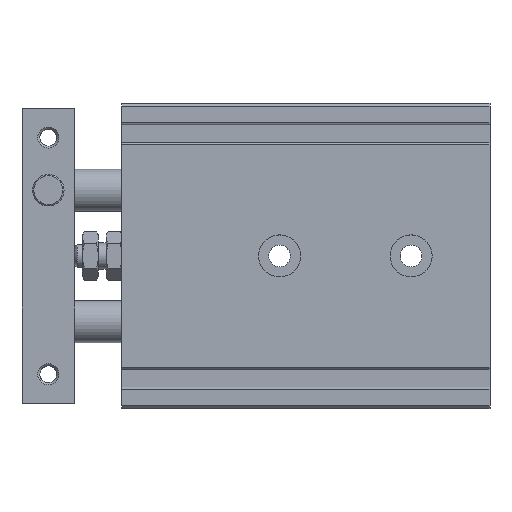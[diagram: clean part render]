
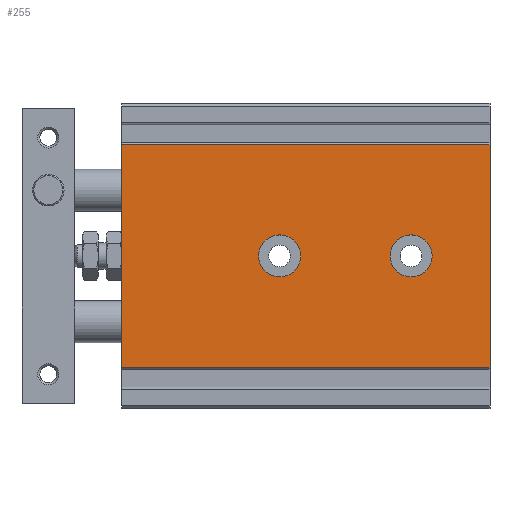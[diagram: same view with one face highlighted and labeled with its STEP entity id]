
A CAD part, top view. The second image highlights one B-rep face of the part: STEP entity #255.
In plain terms, the highlighted face is planar.
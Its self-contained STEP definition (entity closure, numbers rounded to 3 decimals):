
#255 = ADVANCED_FACE( '', ( #568, #569, #570 ), #571, .F. );
#568 = FACE_BOUND( '', #1049, .T. );
#569 = FACE_BOUND( '', #1050, .T. );
#570 = FACE_OUTER_BOUND( '', #1051, .T. );
#571 = PLANE( '', #1052 );
#1049 = EDGE_LOOP( '', ( #1909 ) );
#1050 = EDGE_LOOP( '', ( #1910 ) );
#1051 = EDGE_LOOP( '', ( #1911, #1912, #1913, #1914 ) );
#1052 = AXIS2_PLACEMENT_3D( '', #1915, #1916, #1917 );
#1909 = ORIENTED_EDGE( '', *, *, #2638, .T. );
#1910 = ORIENTED_EDGE( '', *, *, #2643, .T. );
#1911 = ORIENTED_EDGE( '', *, *, #2663, .T. );
#1912 = ORIENTED_EDGE( '', *, *, #2748, .F. );
#1913 = ORIENTED_EDGE( '', *, *, #2720, .F. );
#1914 = ORIENTED_EDGE( '', *, *, #2749, .T. );
#1915 = CARTESIAN_POINT( '', ( 70., 20., -21.15 ) );
#1916 = DIRECTION( '', ( 0., -1., 0. ) );
#1917 = DIRECTION( '', ( 0., 0., -1. ) );
#2638 = EDGE_CURVE( '', #3056, #3056, #3057, .T. );
#2643 = EDGE_CURVE( '', #3066, #3066, #3067, .T. );
#2663 = EDGE_CURVE( '', #3105, #3103, #3106, .T. );
#2720 = EDGE_CURVE( '', #3216, #3218, #3219, .T. );
#2748 = EDGE_CURVE( '', #3218, #3103, #3260, .T. );
#2749 = EDGE_CURVE( '', #3216, #3105, #3261, .T. );
#3056 = VERTEX_POINT( '', #3812 );
#3057 = CIRCLE( '', #3813, 4. );
#3066 = VERTEX_POINT( '', #3822 );
#3067 = CIRCLE( '', #3823, 4. );
#3103 = VERTEX_POINT( '', #3865 );
#3105 = VERTEX_POINT( '', #3867 );
#3106 = LINE( '', #3868, #3869 );
#3216 = VERTEX_POINT( '', #4019 );
#3218 = VERTEX_POINT( '', #4021 );
#3219 = LINE( '', #4022, #4023 );
#3260 = LINE( '', #4083, #4084 );
#3261 = LINE( '', #4085, #4086 );
#3812 = CARTESIAN_POINT( '', ( 55., 20., -4. ) );
#3813 = AXIS2_PLACEMENT_3D( '', #4734, #4735, #4736 );
#3822 = CARTESIAN_POINT( '', ( 30., 20., -4. ) );
#3823 = AXIS2_PLACEMENT_3D( '', #4749, #4750, #4751 );
#3865 = CARTESIAN_POINT( '', ( 0., 20., 21.15 ) );
#3867 = CARTESIAN_POINT( '', ( 0., 20., -21.15 ) );
#3868 = CARTESIAN_POINT( '', ( 0., 20., -21.15 ) );
#3869 = VECTOR( '', #4797, 1000. );
#4019 = CARTESIAN_POINT( '', ( 70., 20., -21.15 ) );
#4021 = CARTESIAN_POINT( '', ( 70., 20., 21.15 ) );
#4022 = CARTESIAN_POINT( '', ( 70., 20., -21.15 ) );
#4023 = VECTOR( '', #4886, 1000. );
#4083 = CARTESIAN_POINT( '', ( 70., 20., 21.15 ) );
#4084 = VECTOR( '', #4930, 1000. );
#4085 = CARTESIAN_POINT( '', ( 70., 20., -21.15 ) );
#4086 = VECTOR( '', #4931, 1000. );
#4734 = CARTESIAN_POINT( '', ( 55., 20., 0. ) );
#4735 = DIRECTION( '', ( 0., -1., 0. ) );
#4736 = DIRECTION( '', ( 0., 0., -1. ) );
#4749 = CARTESIAN_POINT( '', ( 30., 20., 0. ) );
#4750 = DIRECTION( '', ( 0., -1., 0. ) );
#4751 = DIRECTION( '', ( 0., 0., -1. ) );
#4797 = DIRECTION( '', ( 0., 0., 1. ) );
#4886 = DIRECTION( '', ( 0., 0., 1. ) );
#4930 = DIRECTION( '', ( -1., 0., 0. ) );
#4931 = DIRECTION( '', ( -1., 0., 0. ) );
